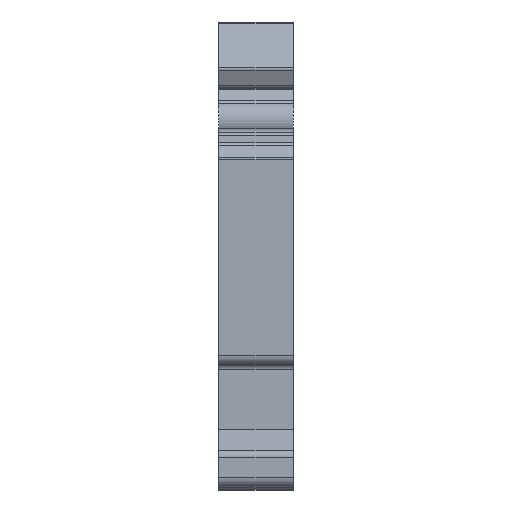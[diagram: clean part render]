
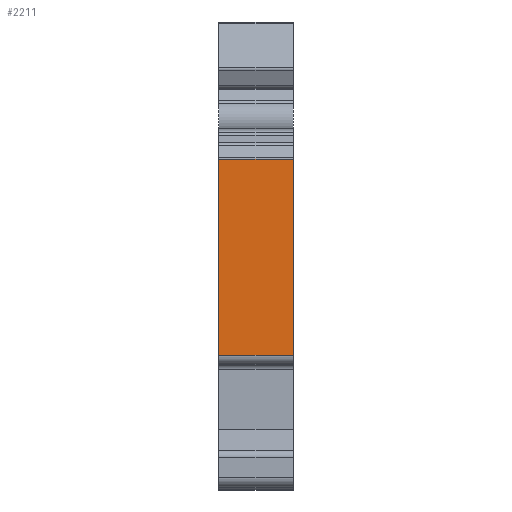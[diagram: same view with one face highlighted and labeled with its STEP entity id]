
A CAD part, left-side view. The second image highlights one B-rep face of the part: STEP entity #2211.
In plain terms, the highlighted planar face has unit normal (-1, 0, 0).
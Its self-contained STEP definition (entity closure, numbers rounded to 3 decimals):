
#130 = DIRECTION ( 'NONE',  ( 0., 0., 1. ) ) ;
#2211 = ADVANCED_FACE ( 'NONE', ( #19017 ), #10028, .F. ) ;
#2539 = CARTESIAN_POINT ( 'NONE',  ( -58.35, 10., 7.807 ) ) ;
#6956 = ORIENTED_EDGE ( 'NONE', *, *, #28328, .T. ) ;
#8226 = VERTEX_POINT ( 'NONE', #25061 ) ;
#9377 = LINE ( 'NONE', #34000, #25624 ) ;
#10028 = PLANE ( 'NONE',  #19409 ) ;
#10212 = EDGE_CURVE ( 'NONE', #39740, #18939, #36625, .T. ) ;
#11639 = LINE ( 'NONE', #14917, #14631 ) ;
#12049 = EDGE_CURVE ( 'NONE', #18939, #34662, #9377, .T. ) ;
#12494 = DIRECTION ( 'NONE',  ( 1., 0., 0. ) ) ;
#14631 = VECTOR ( 'NONE', #36643, 1000. ) ;
#14917 = CARTESIAN_POINT ( 'NONE',  ( -58.35, 10., 28.807 ) ) ;
#15925 = ORIENTED_EDGE ( 'NONE', *, *, #12049, .T. ) ;
#18939 = VERTEX_POINT ( 'NONE', #26046 ) ;
#19017 = FACE_OUTER_BOUND ( 'NONE', #31211, .T. ) ;
#19409 = AXIS2_PLACEMENT_3D ( 'NONE', #31955, #12494, #34431 ) ;
#21846 = CARTESIAN_POINT ( 'NONE',  ( -58.35, 0., 28.807 ) ) ;
#22677 = CARTESIAN_POINT ( 'NONE',  ( -58.35, 8., 7.807 ) ) ;
#25061 = CARTESIAN_POINT ( 'NONE',  ( -58.35, 8., 28.807 ) ) ;
#25624 = VECTOR ( 'NONE', #130, 1000. ) ;
#26046 = CARTESIAN_POINT ( 'NONE',  ( -58.35, 0., 7.807 ) ) ;
#26258 = ORIENTED_EDGE ( 'NONE', *, *, #38094, .F. ) ;
#26734 = DIRECTION ( 'NONE',  ( 0., -1., 0. ) ) ;
#28328 = EDGE_CURVE ( 'NONE', #8226, #39740, #35638, .T. ) ;
#29811 = CARTESIAN_POINT ( 'NONE',  ( -58.35, 8., 7.807 ) ) ;
#29973 = VECTOR ( 'NONE', #38279, 1000. ) ;
#31211 = EDGE_LOOP ( 'NONE', ( #26258, #6956, #40196, #15925 ) ) ;
#31955 = CARTESIAN_POINT ( 'NONE',  ( -58.35, 10., 7.807 ) ) ;
#34000 = CARTESIAN_POINT ( 'NONE',  ( -58.35, 0., 7.807 ) ) ;
#34431 = DIRECTION ( 'NONE',  ( 0., -1., 0. ) ) ;
#34662 = VERTEX_POINT ( 'NONE', #21846 ) ;
#35638 = LINE ( 'NONE', #22677, #29973 ) ;
#36625 = LINE ( 'NONE', #2539, #36770 ) ;
#36643 = DIRECTION ( 'NONE',  ( 0., -1., 0. ) ) ;
#36770 = VECTOR ( 'NONE', #26734, 1000. ) ;
#38094 = EDGE_CURVE ( 'NONE', #8226, #34662, #11639, .T. ) ;
#38279 = DIRECTION ( 'NONE',  ( 0., 0., -1. ) ) ;
#39740 = VERTEX_POINT ( 'NONE', #29811 ) ;
#40196 = ORIENTED_EDGE ( 'NONE', *, *, #10212, .T. ) ;
